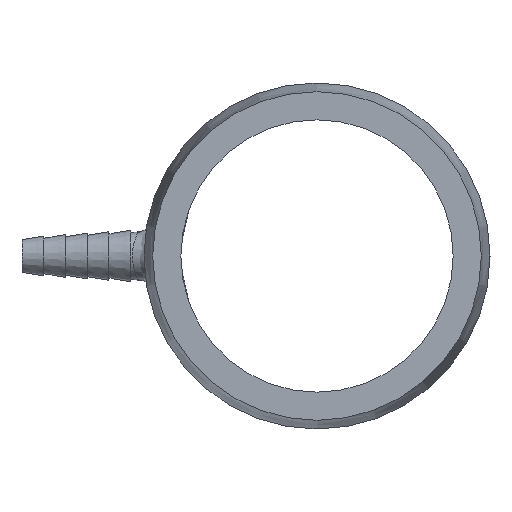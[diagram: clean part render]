
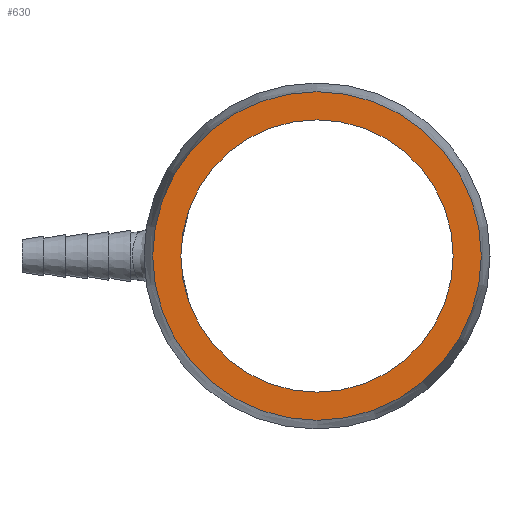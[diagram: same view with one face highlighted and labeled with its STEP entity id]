
A CAD part, left-side view. The second image highlights one B-rep face of the part: STEP entity #630.
In plain terms, the highlighted planar face has unit normal (-1, 0, 0).
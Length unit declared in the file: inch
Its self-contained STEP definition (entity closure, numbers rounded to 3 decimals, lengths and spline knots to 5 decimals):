
#27=PLANE('',#732);
#59=FACE_BOUND('',#240,.T.);
#103=CIRCLE('',#661,0.3125);
#104=CIRCLE('',#662,0.3125);
#151=CIRCLE('',#733,0.377);
#152=CIRCLE('',#734,0.377);
#190=FACE_OUTER_BOUND('',#239,.T.);
#239=EDGE_LOOP('',(#558,#559));
#240=EDGE_LOOP('',(#560,#561));
#272=VERTEX_POINT('',#1468);
#273=VERTEX_POINT('',#1470);
#322=VERTEX_POINT('',#1642);
#323=VERTEX_POINT('',#1643);
#346=EDGE_CURVE('',#272,#273,#103,.T.);
#347=EDGE_CURVE('',#273,#272,#104,.T.);
#408=EDGE_CURVE('',#322,#323,#151,.T.);
#409=EDGE_CURVE('',#323,#322,#152,.T.);
#558=ORIENTED_EDGE('',*,*,#408,.T.);
#559=ORIENTED_EDGE('',*,*,#409,.T.);
#560=ORIENTED_EDGE('',*,*,#347,.F.);
#561=ORIENTED_EDGE('',*,*,#346,.F.);
#630=ADVANCED_FACE('',(#190,#59),#27,.F.);
#661=AXIS2_PLACEMENT_3D('',#1471,#770,#771);
#662=AXIS2_PLACEMENT_3D('',#1472,#772,#773);
#732=AXIS2_PLACEMENT_3D('',#1641,#923,#924);
#733=AXIS2_PLACEMENT_3D('',#1644,#925,#926);
#734=AXIS2_PLACEMENT_3D('',#1645,#927,#928);
#770=DIRECTION('center_axis',(-1.,0.,0.));
#771=DIRECTION('ref_axis',(0.,0.,1.));
#772=DIRECTION('center_axis',(-1.,0.,0.));
#773=DIRECTION('ref_axis',(0.,0.,1.));
#923=DIRECTION('center_axis',(1.,0.,0.));
#924=DIRECTION('ref_axis',(0.,0.,-1.));
#925=DIRECTION('center_axis',(-1.,0.,0.));
#926=DIRECTION('ref_axis',(0.,0.,1.));
#927=DIRECTION('center_axis',(-1.,0.,0.));
#928=DIRECTION('ref_axis',(0.,0.,1.));
#1468=CARTESIAN_POINT('',(-1.29,0.,-0.3125));
#1470=CARTESIAN_POINT('',(-1.29,0.,0.3125));
#1471=CARTESIAN_POINT('Origin',(-1.29,0.,0.));
#1472=CARTESIAN_POINT('Origin',(-1.29,0.,0.));
#1641=CARTESIAN_POINT('Origin',(-1.29,0.3125,0.));
#1642=CARTESIAN_POINT('',(-1.29,0.,0.377));
#1643=CARTESIAN_POINT('',(-1.29,0.,-0.377));
#1644=CARTESIAN_POINT('Origin',(-1.29,0.,0.));
#1645=CARTESIAN_POINT('Origin',(-1.29,0.,0.));
